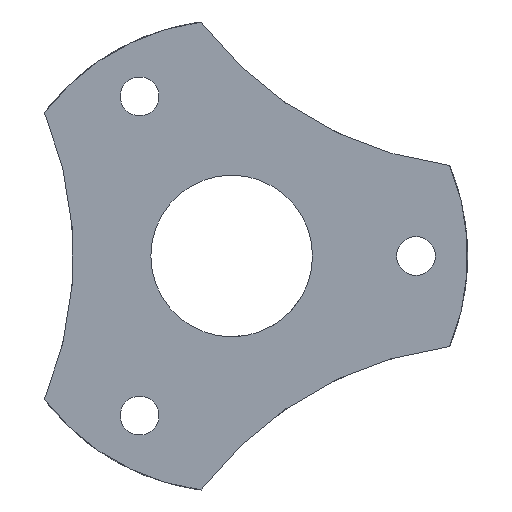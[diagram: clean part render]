
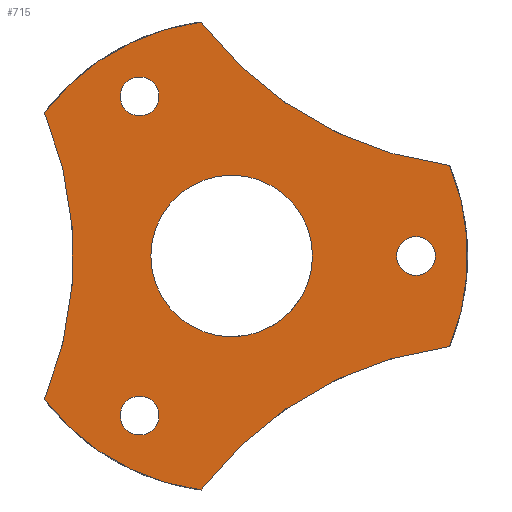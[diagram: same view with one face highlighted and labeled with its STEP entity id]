
A CAD part, left-side view. The second image highlights one B-rep face of the part: STEP entity #715.
In plain terms, the highlighted planar face has unit normal (-1, 0, 0).
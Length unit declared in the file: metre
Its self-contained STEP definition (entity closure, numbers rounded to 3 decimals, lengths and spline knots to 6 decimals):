
#23=PLANE('',#791);
#106=CIRCLE('',#780,0.014486);
#108=CIRCLE('',#783,0.014486);
#110=CIRCLE('',#786,0.014486);
#114=CIRCLE('',#792,0.004961);
#115=CIRCLE('',#793,0.022711);
#116=CIRCLE('',#794,0.022711);
#117=CIRCLE('',#795,0.022711);
#118=CIRCLE('',#796,0.001191);
#119=CIRCLE('',#797,0.001191);
#120=CIRCLE('',#798,0.001191);
#202=ORIENTED_EDGE('',*,*,#406,.T.);
#203=ORIENTED_EDGE('',*,*,#393,.T.);
#204=ORIENTED_EDGE('',*,*,#407,.T.);
#205=ORIENTED_EDGE('',*,*,#401,.T.);
#206=ORIENTED_EDGE('',*,*,#408,.T.);
#207=ORIENTED_EDGE('',*,*,#397,.T.);
#208=ORIENTED_EDGE('',*,*,#409,.T.);
#209=ORIENTED_EDGE('',*,*,#410,.T.);
#210=ORIENTED_EDGE('',*,*,#411,.T.);
#211=ORIENTED_EDGE('',*,*,#412,.T.);
#393=EDGE_CURVE('',#498,#497,#106,.T.);
#397=EDGE_CURVE('',#500,#499,#108,.T.);
#401=EDGE_CURVE('',#502,#501,#110,.T.);
#406=EDGE_CURVE('',#504,#504,#114,.F.);
#407=EDGE_CURVE('',#497,#502,#115,.F.);
#408=EDGE_CURVE('',#501,#500,#116,.F.);
#409=EDGE_CURVE('',#499,#498,#117,.F.);
#410=EDGE_CURVE('',#505,#505,#118,.F.);
#411=EDGE_CURVE('',#506,#506,#119,.F.);
#412=EDGE_CURVE('',#507,#507,#120,.F.);
#497=VERTEX_POINT('',#1241);
#498=VERTEX_POINT('',#1243);
#499=VERTEX_POINT('',#1248);
#500=VERTEX_POINT('',#1250);
#501=VERTEX_POINT('',#1255);
#502=VERTEX_POINT('',#1257);
#504=VERTEX_POINT('',#1266);
#505=VERTEX_POINT('',#1271);
#506=VERTEX_POINT('',#1273);
#507=VERTEX_POINT('',#1275);
#582=EDGE_LOOP('',(#202));
#583=EDGE_LOOP('',(#203,#204,#205,#206,#207,#208));
#584=EDGE_LOOP('',(#209));
#585=EDGE_LOOP('',(#210));
#586=EDGE_LOOP('',(#211));
#642=FACE_BOUND('',#582,.T.);
#643=FACE_BOUND('',#583,.T.);
#644=FACE_BOUND('',#584,.T.);
#645=FACE_BOUND('',#585,.T.);
#646=FACE_BOUND('',#586,.T.);
#715=ADVANCED_FACE('',(#642,#643,#644,#645,#646),#23,.T.);
#780=AXIS2_PLACEMENT_3D('',#1242,#883,#884);
#783=AXIS2_PLACEMENT_3D('',#1249,#891,#892);
#786=AXIS2_PLACEMENT_3D('',#1256,#899,#900);
#791=AXIS2_PLACEMENT_3D('',#1264,#910,#911);
#792=AXIS2_PLACEMENT_3D('',#1265,#912,#913);
#793=AXIS2_PLACEMENT_3D('',#1267,#914,#915);
#794=AXIS2_PLACEMENT_3D('',#1268,#916,#917);
#795=AXIS2_PLACEMENT_3D('',#1269,#918,#919);
#796=AXIS2_PLACEMENT_3D('',#1270,#920,#921);
#797=AXIS2_PLACEMENT_3D('',#1272,#922,#923);
#798=AXIS2_PLACEMENT_3D('',#1274,#924,#925);
#883=DIRECTION('',(-1.,0.,0.));
#884=DIRECTION('',(0.,0.5,-0.866));
#891=DIRECTION('',(-1.,0.,0.));
#892=DIRECTION('',(0.,0.5,-0.866));
#899=DIRECTION('',(-1.,0.,0.));
#900=DIRECTION('',(0.,0.5,-0.866));
#910=DIRECTION('',(-1.,0.,0.));
#911=DIRECTION('',(0.,0.866,0.5));
#912=DIRECTION('',(-1.,0.,0.));
#913=DIRECTION('',(0.,0.,1.));
#914=DIRECTION('',(-1.,0.,0.));
#915=DIRECTION('',(0.,0.5,-0.866));
#916=DIRECTION('',(-1.,0.,0.));
#917=DIRECTION('',(0.,0.5,-0.866));
#918=DIRECTION('',(-1.,0.,0.));
#919=DIRECTION('',(0.,0.5,-0.866));
#920=DIRECTION('',(-1.,0.,0.));
#921=DIRECTION('',(0.,0.5,-0.866));
#922=DIRECTION('',(-1.,0.,0.));
#923=DIRECTION('',(0.,0.5,-0.866));
#924=DIRECTION('',(-1.,0.,0.));
#925=DIRECTION('',(0.,0.5,-0.866));
#1241=CARTESIAN_POINT('',(-0.024967,-0.528373,-0.048506));
#1242=CARTESIAN_POINT('',(-0.024967,-0.539874,-0.057313));
#1243=CARTESIAN_POINT('',(-0.024967,-0.537997,-0.04295));
#1248=CARTESIAN_POINT('',(-0.024967,-0.553252,-0.051757));
#1249=CARTESIAN_POINT('',(-0.024967,-0.539874,-0.057313));
#1250=CARTESIAN_POINT('',(-0.024967,-0.553252,-0.06287));
#1255=CARTESIAN_POINT('',(-0.024967,-0.537997,-0.071677));
#1256=CARTESIAN_POINT('',(-0.024967,-0.539874,-0.057313));
#1257=CARTESIAN_POINT('',(-0.024967,-0.528373,-0.066121));
#1264=CARTESIAN_POINT('',(-0.024967,-0.539874,-0.057313));
#1265=CARTESIAN_POINT('',(-0.024967,-0.539874,-0.057313));
#1266=CARTESIAN_POINT('',(-0.024967,-0.539874,-0.052352));
#1267=CARTESIAN_POINT('',(-0.024967,-0.50744,-0.057313));
#1268=CARTESIAN_POINT('',(-0.024967,-0.556091,-0.085402));
#1269=CARTESIAN_POINT('',(-0.024967,-0.556091,-0.029225));
#1270=CARTESIAN_POINT('',(-0.024967,-0.534219,-0.067109));
#1271=CARTESIAN_POINT('',(-0.024967,-0.533624,-0.06814));
#1272=CARTESIAN_POINT('',(-0.024967,-0.551185,-0.057313));
#1273=CARTESIAN_POINT('',(-0.024967,-0.55059,-0.058344));
#1274=CARTESIAN_POINT('',(-0.024967,-0.534219,-0.047518));
#1275=CARTESIAN_POINT('',(-0.024967,-0.533624,-0.048549));
